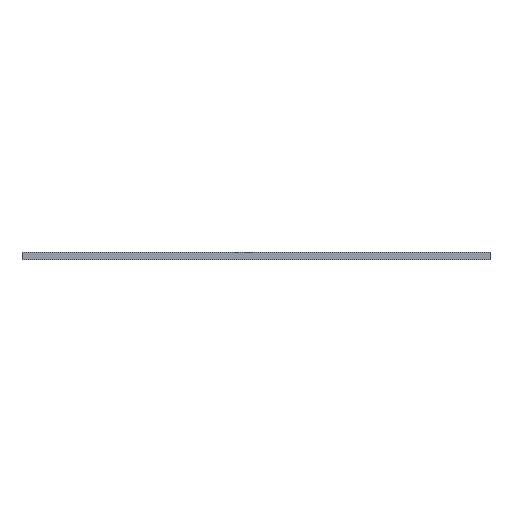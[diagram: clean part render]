
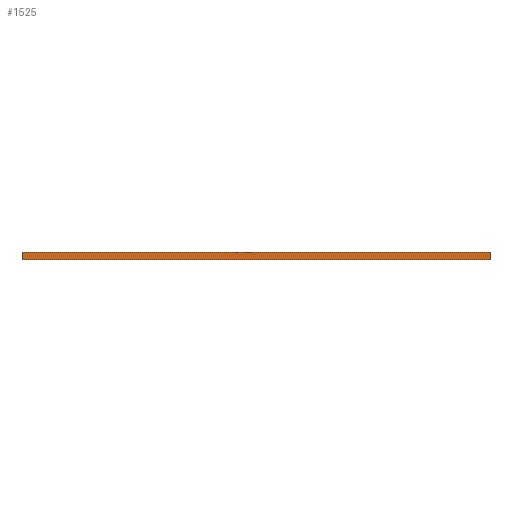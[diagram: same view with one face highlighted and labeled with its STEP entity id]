
A CAD part, left-side view. The second image highlights one B-rep face of the part: STEP entity #1525.
In plain terms, the highlighted planar face has unit normal (-1, 0, 0).
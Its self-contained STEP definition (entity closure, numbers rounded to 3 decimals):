
#193=FACE_OUTER_BOUND('',#267,.T.);
#267=EDGE_LOOP('',(#1251,#1252,#1253,#1254));
#447=LINE('',#2508,#607);
#448=LINE('',#2511,#608);
#449=LINE('',#2513,#609);
#450=LINE('',#2514,#610);
#607=VECTOR('',#2073,10.);
#608=VECTOR('',#2076,10.);
#609=VECTOR('',#2077,10.);
#610=VECTOR('',#2078,10.);
#755=VERTEX_POINT('',#2504);
#756=VERTEX_POINT('',#2506);
#757=VERTEX_POINT('',#2510);
#758=VERTEX_POINT('',#2512);
#967=EDGE_CURVE('',#755,#756,#447,.T.);
#968=EDGE_CURVE('',#757,#755,#448,.T.);
#969=EDGE_CURVE('',#758,#756,#449,.T.);
#970=EDGE_CURVE('',#757,#758,#450,.T.);
#1251=ORIENTED_EDGE('',*,*,#968,.T.);
#1252=ORIENTED_EDGE('',*,*,#967,.T.);
#1253=ORIENTED_EDGE('',*,*,#969,.F.);
#1254=ORIENTED_EDGE('',*,*,#970,.F.);
#1451=PLANE('',#1669);
#1525=ADVANCED_FACE('',(#193),#1451,.T.);
#1669=AXIS2_PLACEMENT_3D('',#2509,#2074,#2075);
#2073=DIRECTION('',(0.,0.,1.));
#2074=DIRECTION('center_axis',(-1.,0.,0.));
#2075=DIRECTION('ref_axis',(0.,-1.,0.));
#2076=DIRECTION('',(0.,-1.,0.));
#2077=DIRECTION('',(0.,-1.,0.));
#2078=DIRECTION('',(0.,0.,1.));
#2504=CARTESIAN_POINT('',(-10.269,-90.45,0.));
#2506=CARTESIAN_POINT('',(-10.269,-90.45,1.5));
#2508=CARTESIAN_POINT('',(-10.269,-90.45,0.));
#2509=CARTESIAN_POINT('Origin',(-10.269,7.55,0.));
#2510=CARTESIAN_POINT('',(-10.269,7.55,0.));
#2511=CARTESIAN_POINT('',(-10.269,7.55,0.));
#2512=CARTESIAN_POINT('',(-10.269,7.55,1.5));
#2513=CARTESIAN_POINT('',(-10.269,7.55,1.5));
#2514=CARTESIAN_POINT('',(-10.269,7.55,0.));
